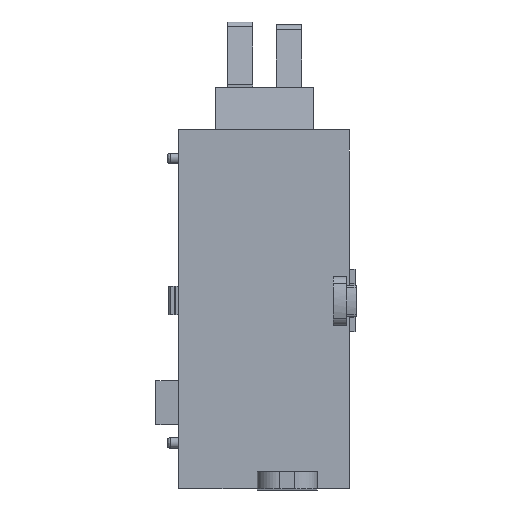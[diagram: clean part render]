
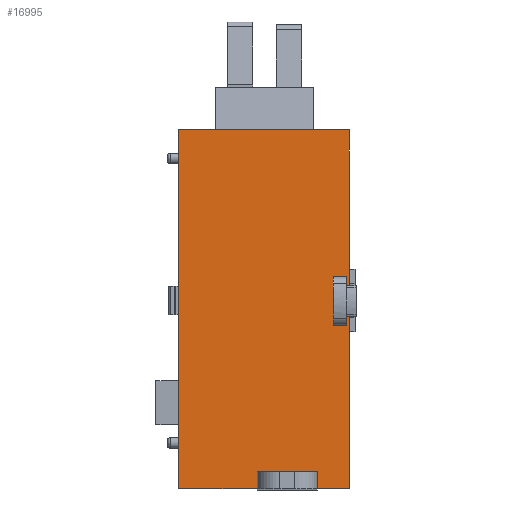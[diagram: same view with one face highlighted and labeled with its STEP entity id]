
A CAD part, front view. The second image highlights one B-rep face of the part: STEP entity #16995.
In plain terms, the highlighted planar face has unit normal (0, -1, 0).
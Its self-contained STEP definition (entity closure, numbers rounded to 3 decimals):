
#76 = CARTESIAN_POINT ( 'NONE',  ( -1.53, -44.923, -30. ) ) ;
#303 = EDGE_CURVE ( 'NONE', #17082, #4933, #1738, .T. ) ;
#392 = EDGE_CURVE ( 'NONE', #4933, #13959, #2542, .T. ) ;
#400 = CARTESIAN_POINT ( 'NONE',  ( -12.07, -44.923, -33. ) ) ;
#708 = AXIS2_PLACEMENT_3D ( 'NONE', #3874, #17507, #5826 ) ;
#942 = CARTESIAN_POINT ( 'NONE',  ( 4.1, -44.923, 30.077 ) ) ;
#1012 = ORIENTED_EDGE ( 'NONE', *, *, #2914, .T. ) ;
#1542 = CARTESIAN_POINT ( 'NONE',  ( 4.1, -44.923, -30. ) ) ;
#1583 = DIRECTION ( 'NONE',  ( 0., 0., 1. ) ) ;
#1704 = DIRECTION ( 'NONE',  ( 1., 0., 0. ) ) ;
#1738 = LINE ( 'NONE', #21057, #9571 ) ;
#2029 = ORIENTED_EDGE ( 'NONE', *, *, #14772, .T. ) ;
#2317 = FACE_OUTER_BOUND ( 'NONE', #12711, .T. ) ;
#2542 = LINE ( 'NONE', #17460, #10025 ) ;
#2839 = ORIENTED_EDGE ( 'NONE', *, *, #7116, .T. ) ;
#2914 = EDGE_CURVE ( 'NONE', #13959, #10192, #22275, .T. ) ;
#3570 = CARTESIAN_POINT ( 'NONE',  ( -25.9, -44.923, -33. ) ) ;
#3696 = VERTEX_POINT ( 'NONE', #400 ) ;
#3874 = CARTESIAN_POINT ( 'NONE',  ( 4.1, -44.923, -29.923 ) ) ;
#3929 = DIRECTION ( 'NONE',  ( -1., 0., 0. ) ) ;
#4107 = CARTESIAN_POINT ( 'NONE',  ( 3.6, -44.923, 2.774 ) ) ;
#4284 = CARTESIAN_POINT ( 'NONE',  ( 4.1, -44.923, -29.923 ) ) ;
#4498 = EDGE_CURVE ( 'NONE', #23183, #14866, #23058, .T. ) ;
#4933 = VERTEX_POINT ( 'NONE', #22884 ) ;
#5154 = EDGE_CURVE ( 'NONE', #17746, #20438, #8865, .T. ) ;
#5355 = LINE ( 'NONE', #17207, #15108 ) ;
#5803 = VECTOR ( 'NONE', #12595, 1000. ) ;
#5826 = DIRECTION ( 'NONE',  ( 0., 0., -1. ) ) ;
#6092 = DIRECTION ( 'NONE',  ( 1., 0., 0. ) ) ;
#6137 = ORIENTED_EDGE ( 'NONE', *, *, #5154, .T. ) ;
#6150 = EDGE_CURVE ( 'NONE', #20438, #10467, #6651, .T. ) ;
#6175 = VECTOR ( 'NONE', #3929, 1000. ) ;
#6451 = ORIENTED_EDGE ( 'NONE', *, *, #20984, .T. ) ;
#6582 = DIRECTION ( 'NONE',  ( 1., 0., 0. ) ) ;
#6589 = EDGE_CURVE ( 'NONE', #12628, #22560, #12493, .T. ) ;
#6651 = LINE ( 'NONE', #8651, #12807 ) ;
#6902 = CARTESIAN_POINT ( 'NONE',  ( 4.1, -44.923, -33. ) ) ;
#7116 = EDGE_CURVE ( 'NONE', #23183, #3696, #20812, .T. ) ;
#7428 = VECTOR ( 'NONE', #12649, 1000. ) ;
#7550 = DIRECTION ( 'NONE',  ( 0., 0., 1. ) ) ;
#7609 = CARTESIAN_POINT ( 'NONE',  ( -25.9, -44.923, 0. ) ) ;
#7867 = VECTOR ( 'NONE', #17919, 1000. ) ;
#8544 = CARTESIAN_POINT ( 'NONE',  ( 4.1, -44.923, -30. ) ) ;
#8618 = LINE ( 'NONE', #8544, #5803 ) ;
#8651 = CARTESIAN_POINT ( 'NONE',  ( 5.3, -44.923, 2.774 ) ) ;
#8865 = LINE ( 'NONE', #24508, #9041 ) ;
#9041 = VECTOR ( 'NONE', #23495, 1000. ) ;
#9571 = VECTOR ( 'NONE', #20524, 1000. ) ;
#9902 = CARTESIAN_POINT ( 'NONE',  ( -3.605, -44.923, -30. ) ) ;
#10025 = VECTOR ( 'NONE', #17476, 1000. ) ;
#10192 = VERTEX_POINT ( 'NONE', #24292 ) ;
#10336 = VERTEX_POINT ( 'NONE', #9902 ) ;
#10467 = VERTEX_POINT ( 'NONE', #12376 ) ;
#10754 = CARTESIAN_POINT ( 'NONE',  ( 4.1, -44.923, 30.077 ) ) ;
#11023 = CARTESIAN_POINT ( 'NONE',  ( -9.995, -44.923, -30. ) ) ;
#11138 = EDGE_CURVE ( 'NONE', #10336, #17082, #8618, .T. ) ;
#11379 = LINE ( 'NONE', #4284, #15958 ) ;
#12072 = ORIENTED_EDGE ( 'NONE', *, *, #22365, .F. ) ;
#12376 = CARTESIAN_POINT ( 'NONE',  ( 4.1, -44.923, 2.774 ) ) ;
#12493 = LINE ( 'NONE', #1542, #12829 ) ;
#12595 = DIRECTION ( 'NONE',  ( 1., 0., 0. ) ) ;
#12628 = VERTEX_POINT ( 'NONE', #13164 ) ;
#12649 = DIRECTION ( 'NONE',  ( 1., 0., 0. ) ) ;
#12711 = EDGE_LOOP ( 'NONE', ( #14988, #16655, #1012, #17142, #6137, #17669, #23811, #12072, #23256, #2839, #6451, #22796, #2029, #14314 ) ) ;
#12807 = VECTOR ( 'NONE', #24641, 1000. ) ;
#12829 = VECTOR ( 'NONE', #1704, 1000. ) ;
#13164 = CARTESIAN_POINT ( 'NONE',  ( -12.07, -44.923, -30. ) ) ;
#13753 = CARTESIAN_POINT ( 'NONE',  ( 5.3, -44.923, -2.774 ) ) ;
#13959 = VERTEX_POINT ( 'NONE', #17165 ) ;
#14314 = ORIENTED_EDGE ( 'NONE', *, *, #11138, .T. ) ;
#14772 = EDGE_CURVE ( 'NONE', #22560, #10336, #18247, .T. ) ;
#14866 = VERTEX_POINT ( 'NONE', #18055 ) ;
#14988 = ORIENTED_EDGE ( 'NONE', *, *, #303, .T. ) ;
#15108 = VECTOR ( 'NONE', #1583, 1000. ) ;
#15958 = VECTOR ( 'NONE', #21918, 1000. ) ;
#16001 = CARTESIAN_POINT ( 'NONE',  ( 3.6, -44.923, -2.774 ) ) ;
#16009 = VERTEX_POINT ( 'NONE', #10754 ) ;
#16387 = CARTESIAN_POINT ( 'NONE',  ( 4.1, -44.923, -29.923 ) ) ;
#16655 = ORIENTED_EDGE ( 'NONE', *, *, #392, .T. ) ;
#16995 = ADVANCED_FACE ( 'NONE', ( #2317 ), #19430, .T. ) ;
#17082 = VERTEX_POINT ( 'NONE', #76 ) ;
#17142 = ORIENTED_EDGE ( 'NONE', *, *, #18888, .T. ) ;
#17165 = CARTESIAN_POINT ( 'NONE',  ( 4.1, -44.923, -33. ) ) ;
#17207 = CARTESIAN_POINT ( 'NONE',  ( -12.07, -44.923, -29.923 ) ) ;
#17460 = CARTESIAN_POINT ( 'NONE',  ( 4.1, -44.923, -33. ) ) ;
#17476 = DIRECTION ( 'NONE',  ( 1., 0., 0. ) ) ;
#17507 = DIRECTION ( 'NONE',  ( 0., -1., 0. ) ) ;
#17530 = VECTOR ( 'NONE', #6582, 1000. ) ;
#17669 = ORIENTED_EDGE ( 'NONE', *, *, #6150, .T. ) ;
#17708 = CARTESIAN_POINT ( 'NONE',  ( 4.1, -44.923, -30. ) ) ;
#17746 = VERTEX_POINT ( 'NONE', #16001 ) ;
#17919 = DIRECTION ( 'NONE',  ( 0., 0., 1. ) ) ;
#17946 = VECTOR ( 'NONE', #6092, 1000. ) ;
#18055 = CARTESIAN_POINT ( 'NONE',  ( -25.9, -44.923, 30.077 ) ) ;
#18247 = LINE ( 'NONE', #17708, #17946 ) ;
#18519 = VECTOR ( 'NONE', #7550, 1000. ) ;
#18888 = EDGE_CURVE ( 'NONE', #10192, #17746, #21203, .T. ) ;
#19430 = PLANE ( 'NONE',  #708 ) ;
#20438 = VERTEX_POINT ( 'NONE', #4107 ) ;
#20524 = DIRECTION ( 'NONE',  ( 0., 0., -1. ) ) ;
#20812 = LINE ( 'NONE', #6902, #17530 ) ;
#20984 = EDGE_CURVE ( 'NONE', #3696, #12628, #5355, .T. ) ;
#21057 = CARTESIAN_POINT ( 'NONE',  ( -1.53, -44.923, -29.923 ) ) ;
#21203 = LINE ( 'NONE', #13753, #6175 ) ;
#21918 = DIRECTION ( 'NONE',  ( 0., 0., 1. ) ) ;
#22275 = LINE ( 'NONE', #16387, #7867 ) ;
#22365 = EDGE_CURVE ( 'NONE', #14866, #16009, #23109, .T. ) ;
#22560 = VERTEX_POINT ( 'NONE', #11023 ) ;
#22796 = ORIENTED_EDGE ( 'NONE', *, *, #6589, .T. ) ;
#22858 = EDGE_CURVE ( 'NONE', #10467, #16009, #11379, .T. ) ;
#22884 = CARTESIAN_POINT ( 'NONE',  ( -1.53, -44.923, -33. ) ) ;
#23058 = LINE ( 'NONE', #7609, #18519 ) ;
#23109 = LINE ( 'NONE', #942, #7428 ) ;
#23183 = VERTEX_POINT ( 'NONE', #3570 ) ;
#23256 = ORIENTED_EDGE ( 'NONE', *, *, #4498, .F. ) ;
#23495 = DIRECTION ( 'NONE',  ( 0., 0., 1. ) ) ;
#23811 = ORIENTED_EDGE ( 'NONE', *, *, #22858, .T. ) ;
#24292 = CARTESIAN_POINT ( 'NONE',  ( 4.1, -44.923, -2.774 ) ) ;
#24508 = CARTESIAN_POINT ( 'NONE',  ( 3.6, -44.923, -29.923 ) ) ;
#24641 = DIRECTION ( 'NONE',  ( 1., 0., 0. ) ) ;
